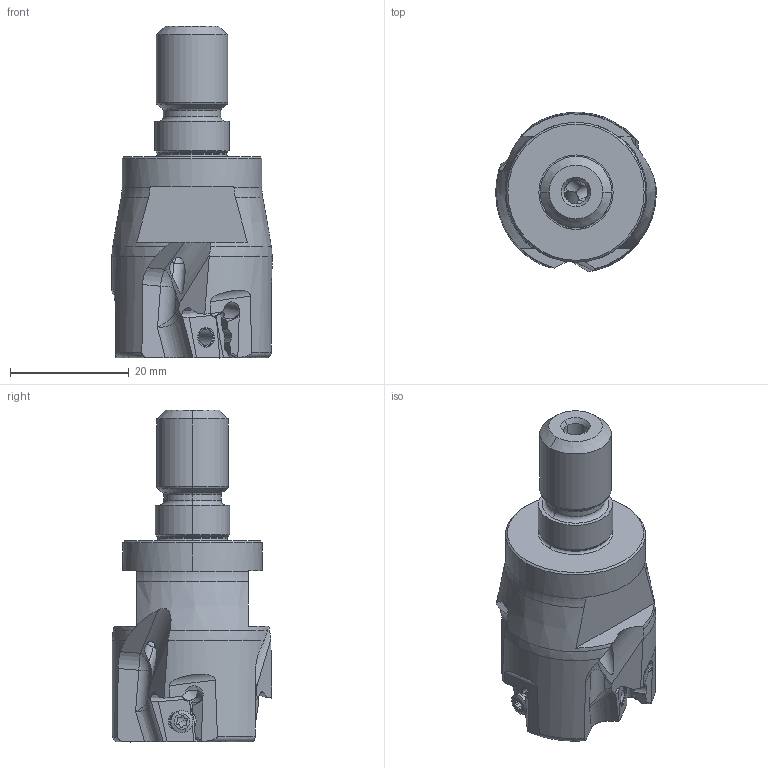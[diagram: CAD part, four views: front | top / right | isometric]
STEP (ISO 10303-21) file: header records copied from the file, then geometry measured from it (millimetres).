
FILE_DESCRIPTION(/* description */ (''),/* implementation_level */ '2;1');
FILE_NAME(/* name */ 'VPX200UR1803AM1235.stp',/* time_stamp */ '2021-09-08T11:38:40+09:00',/* author */ (''),/* organization */ (''),/* preprocessor_version */ 'ST-DEVELOPER v16',/* originating_system */ 'SIEMENS PLM Software NX 10.0',/* authorisation */ '');
FILE_SCHEMA (('AUTOMOTIVE_DESIGN { 1 0 10303 214 3 1 1 1 }'));
Length unit declared in the file: millimetre
Products named in the file (1): VPX200UR1803AM1235_ASM
Bounding box: 26.98 x 26.79 x 55.8 mm (x, y, z)
Volume: 16658 mm3; surface area: 6020.8 mm2
Topology: 4 solids, 4 shells, 367 faces, 1044 edges, 686 vertices
Faces by surface type: cylinder 149, plane 89, cone 59, torus 34, bspline 18, extrusion 12, sphere 6
Entity records: 16528 total; most frequent: CARTESIAN_POINT 7071, ORIENTED_EDGE 2044, DIRECTION 1896, EDGE_CURVE 1022, AXIS2_PLACEMENT_3D 775, VERTEX_POINT 680, EDGE_LOOP 390, ADVANCED_FACE 367
